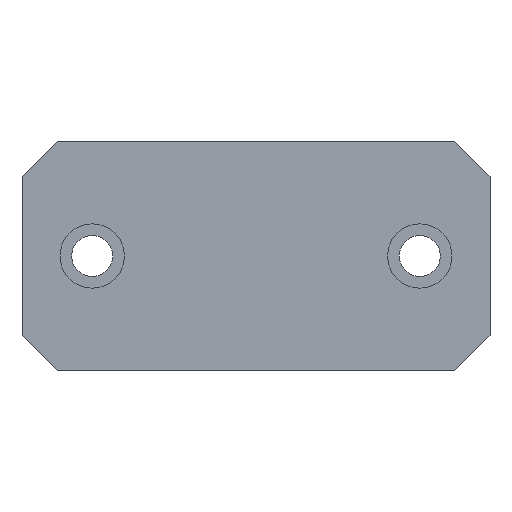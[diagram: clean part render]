
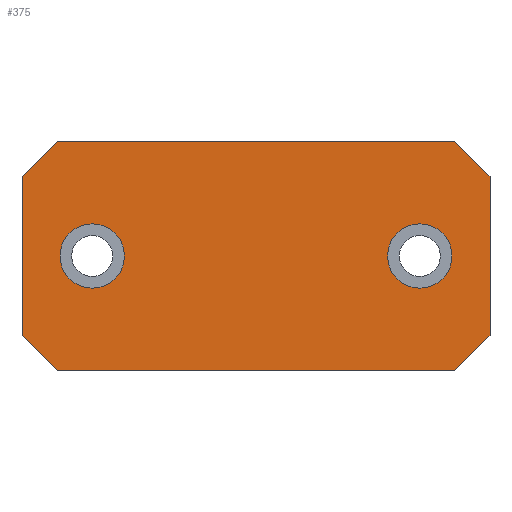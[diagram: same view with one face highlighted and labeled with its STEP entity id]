
A CAD part, left-side view. The second image highlights one B-rep face of the part: STEP entity #375.
In plain terms, the highlighted planar face has unit normal (-1, 0, 0).
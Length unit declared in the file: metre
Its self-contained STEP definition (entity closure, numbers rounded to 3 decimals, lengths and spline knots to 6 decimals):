
#16=CIRCLE('',#417,0.00275);
#17=CIRCLE('',#418,0.00275);
#54=ORIENTED_EDGE('',*,*,#148,.F.);
#55=ORIENTED_EDGE('',*,*,#149,.F.);
#56=ORIENTED_EDGE('',*,*,#137,.T.);
#57=ORIENTED_EDGE('',*,*,#150,.T.);
#58=ORIENTED_EDGE('',*,*,#131,.F.);
#59=ORIENTED_EDGE('',*,*,#151,.T.);
#60=ORIENTED_EDGE('',*,*,#127,.F.);
#61=ORIENTED_EDGE('',*,*,#152,.T.);
#62=ORIENTED_EDGE('',*,*,#123,.T.);
#63=ORIENTED_EDGE('',*,*,#153,.T.);
#123=EDGE_CURVE('',#168,#171,#203,.T.);
#127=EDGE_CURVE('',#175,#172,#207,.T.);
#131=EDGE_CURVE('',#179,#176,#211,.T.);
#137=EDGE_CURVE('',#182,#185,#215,.T.);
#148=EDGE_CURVE('',#196,#196,#16,.T.);
#149=EDGE_CURVE('',#197,#197,#17,.T.);
#150=EDGE_CURVE('',#185,#176,#224,.T.);
#151=EDGE_CURVE('',#179,#172,#225,.F.);
#152=EDGE_CURVE('',#175,#168,#226,.T.);
#153=EDGE_CURVE('',#171,#182,#227,.F.);
#168=VERTEX_POINT('',#546);
#171=VERTEX_POINT('',#551);
#172=VERTEX_POINT('',#555);
#175=VERTEX_POINT('',#560);
#176=VERTEX_POINT('',#564);
#179=VERTEX_POINT('',#569);
#182=VERTEX_POINT('',#578);
#185=VERTEX_POINT('',#583);
#196=VERTEX_POINT('',#609);
#197=VERTEX_POINT('',#611);
#203=LINE('',#552,#243);
#207=LINE('',#561,#247);
#211=LINE('',#570,#251);
#215=LINE('',#584,#255);
#224=LINE('',#612,#264);
#225=LINE('',#613,#265);
#226=LINE('',#614,#266);
#227=LINE('',#615,#267);
#243=VECTOR('',#444,1.);
#247=VECTOR('',#450,1.);
#251=VECTOR('',#456,1.);
#255=VECTOR('',#468,1.);
#264=VECTOR('',#491,1.);
#265=VECTOR('',#492,1.);
#266=VECTOR('',#493,1.);
#267=VECTOR('',#494,1.);
#291=EDGE_LOOP('',(#54));
#292=EDGE_LOOP('',(#55));
#293=EDGE_LOOP('',(#56,#57,#58,#59,#60,#61,#62,#63));
#325=FACE_BOUND('',#291,.T.);
#326=FACE_BOUND('',#292,.T.);
#327=FACE_BOUND('',#293,.T.);
#353=PLANE('',#416);
#375=ADVANCED_FACE('',(#325,#326,#327),#353,.F.);
#416=AXIS2_PLACEMENT_3D('',#607,#485,#486);
#417=AXIS2_PLACEMENT_3D('',#608,#487,#488);
#418=AXIS2_PLACEMENT_3D('',#610,#489,#490);
#444=DIRECTION('',(0.,1.,0.));
#450=DIRECTION('',(0.,0.,-1.));
#456=DIRECTION('',(0.,1.,0.));
#468=DIRECTION('',(0.,0.,-1.));
#485=DIRECTION('',(1.,0.,0.));
#486=DIRECTION('',(0.,1.,0.));
#487=DIRECTION('',(-1.,0.,0.));
#488=DIRECTION('',(0.,0.,1.));
#489=DIRECTION('',(-1.,0.,0.));
#490=DIRECTION('',(0.,0.,1.));
#491=DIRECTION('',(0.,-0.707,-0.707));
#492=DIRECTION('',(0.,0.707,-0.707));
#493=DIRECTION('',(0.,0.707,0.707));
#494=DIRECTION('',(0.,-0.707,0.707));
#546=CARTESIAN_POINT('',(0.012,-0.107,-0.0024));
#551=CARTESIAN_POINT('',(0.012,-0.073,-0.0024));
#552=CARTESIAN_POINT('',(0.012,-0.09,-0.0024));
#555=CARTESIAN_POINT('',(0.012,-0.11,-0.019));
#560=CARTESIAN_POINT('',(0.012,-0.11,-0.0054));
#561=CARTESIAN_POINT('',(0.012,-0.11,-0.0122));
#564=CARTESIAN_POINT('',(0.012,-0.073,-0.022));
#569=CARTESIAN_POINT('',(0.012,-0.107,-0.022));
#570=CARTESIAN_POINT('',(0.012,-0.09,-0.022));
#578=CARTESIAN_POINT('',(0.012,-0.07,-0.0054));
#583=CARTESIAN_POINT('',(0.012,-0.07,-0.019));
#584=CARTESIAN_POINT('',(0.012,-0.07,-0.0122));
#607=CARTESIAN_POINT('',(0.012,-0.09,-0.0122));
#608=CARTESIAN_POINT('',(0.012,-0.104,-0.0122));
#609=CARTESIAN_POINT('',(0.012,-0.104,-0.00945));
#610=CARTESIAN_POINT('',(0.012,-0.076,-0.0122));
#611=CARTESIAN_POINT('',(0.012,-0.076,-0.00945));
#612=CARTESIAN_POINT('',(0.012,-0.07,-0.019));
#613=CARTESIAN_POINT('',(0.012,-0.107,-0.022));
#614=CARTESIAN_POINT('',(0.012,-0.11,-0.0054));
#615=CARTESIAN_POINT('',(0.012,-0.073,-0.0024));
